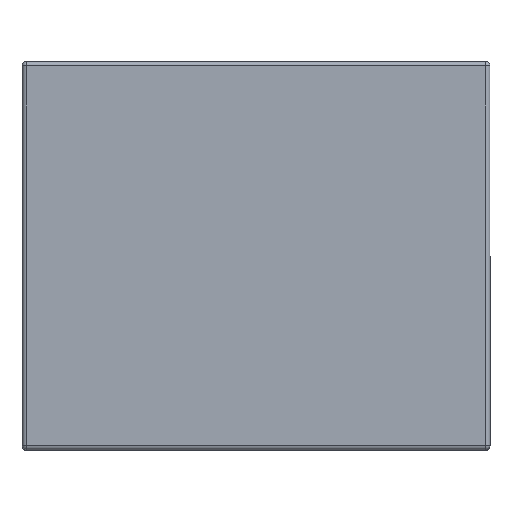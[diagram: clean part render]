
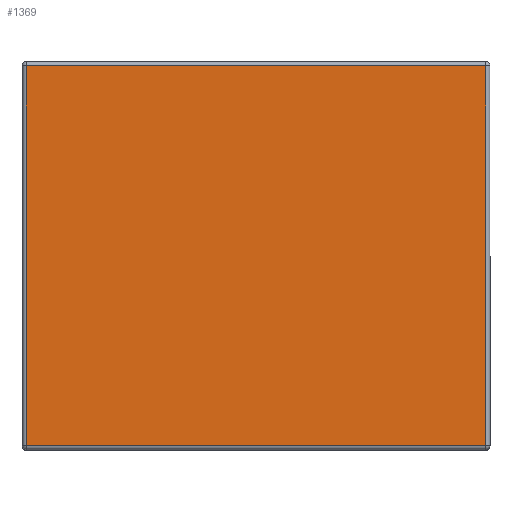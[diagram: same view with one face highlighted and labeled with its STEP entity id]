
A CAD part, top view. The second image highlights one B-rep face of the part: STEP entity #1369.
In plain terms, the highlighted planar face has unit normal (0, 0, 1).
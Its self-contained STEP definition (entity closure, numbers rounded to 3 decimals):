
#1330=CARTESIAN_POINT('',(0.,0.,28.6));
#1331=DIRECTION('',(0.0,0.0,-1.0));
#1332=DIRECTION('',(1.0,0.0,0.0));
#1333=AXIS2_PLACEMENT_3D('',#1330,#1331,#1332);
#1334=PLANE('',#1333);
#1335=CARTESIAN_POINT('',(-26.0,21.5,28.6));
#1336=VERTEX_POINT('',#1335);
#1337=CARTESIAN_POINT('',(-26.,-21.5,28.6));
#1338=VERTEX_POINT('',#1337);
#1339=CARTESIAN_POINT('',(-26.0,21.5,28.6));
#1340=DIRECTION('',(0.0,-1.0,0.0));
#1341=VECTOR('',#1340,43.0);
#1342=LINE('',#1339,#1341);
#1343=EDGE_CURVE('',#1336,#1338,#1342,.T.);
#1344=ORIENTED_EDGE('',*,*,#1343,.T.);
#1345=CARTESIAN_POINT('',(26.,-21.5,28.6));
#1346=VERTEX_POINT('',#1345);
#1347=CARTESIAN_POINT('',(-26.,-21.5,28.6));
#1348=DIRECTION('',(1.0,0.0,0.0));
#1349=VECTOR('',#1348,52.0);
#1350=LINE('',#1347,#1349);
#1351=EDGE_CURVE('',#1338,#1346,#1350,.T.);
#1352=ORIENTED_EDGE('',*,*,#1351,.T.);
#1353=CARTESIAN_POINT('',(26.0,21.5,28.6));
#1354=VERTEX_POINT('',#1353);
#1355=CARTESIAN_POINT('',(26.0,-21.5,28.6));
#1356=DIRECTION('',(0.0,1.0,0.0));
#1357=VECTOR('',#1356,43.0);
#1358=LINE('',#1355,#1357);
#1359=EDGE_CURVE('',#1346,#1354,#1358,.T.);
#1360=ORIENTED_EDGE('',*,*,#1359,.T.);
#1361=CARTESIAN_POINT('',(26.0,21.5,28.6));
#1362=DIRECTION('',(-1.0,0.0,0.0));
#1363=VECTOR('',#1362,52.0);
#1364=LINE('',#1361,#1363);
#1365=EDGE_CURVE('',#1354,#1336,#1364,.T.);
#1366=ORIENTED_EDGE('',*,*,#1365,.T.);
#1367=EDGE_LOOP('',(#1344,#1352,#1360,#1366));
#1368=FACE_OUTER_BOUND('',#1367,.T.);
#1369=ADVANCED_FACE('',(#1368),#1334,.F.);
